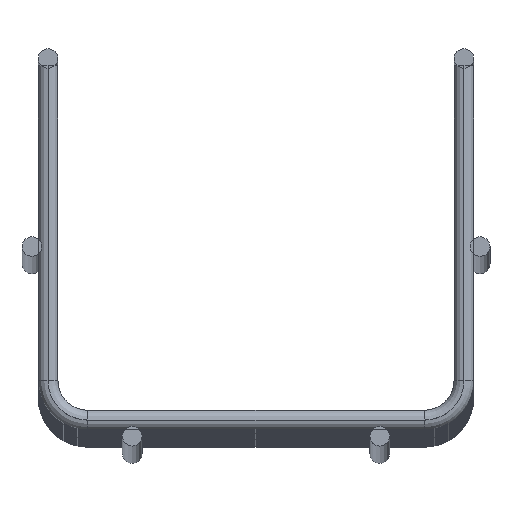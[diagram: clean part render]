
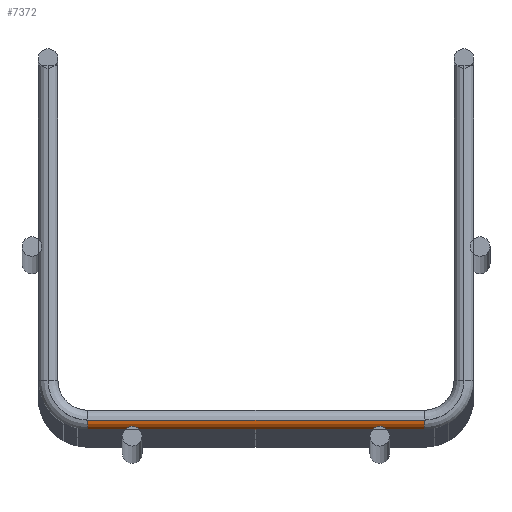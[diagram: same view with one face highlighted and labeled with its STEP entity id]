
A CAD part, top view. The second image highlights one B-rep face of the part: STEP entity #7372.
In plain terms, the highlighted cylindrical face has radius 2 mm (diameter 4 mm), a partial arc.
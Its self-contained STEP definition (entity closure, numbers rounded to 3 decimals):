
#16 = CARTESIAN_POINT ( 'NONE',  ( -34., 2., 0. ) ) ;
#209 = LINE ( 'NONE', #2798, #5778 ) ;
#411 = EDGE_CURVE ( 'NONE', #9998, #9006, #209, .T. ) ;
#669 = CARTESIAN_POINT ( 'NONE',  ( 40., 2., -2. ) ) ;
#993 = VERTEX_POINT ( 'NONE', #16 ) ;
#1077 = CARTESIAN_POINT ( 'NONE',  ( 34., 2., 0. ) ) ;
#1591 = CYLINDRICAL_SURFACE ( 'NONE', #3839, 2. ) ;
#2075 = EDGE_CURVE ( 'NONE', #10968, #993, #2290, .T. ) ;
#2290 = LINE ( 'NONE', #11590, #11259 ) ;
#2798 = CARTESIAN_POINT ( 'NONE',  ( -44., 0., -2. ) ) ;
#3306 = EDGE_CURVE ( 'NONE', #993, #9998, #3748, .T. ) ;
#3323 = ORIENTED_EDGE ( 'NONE', *, *, #10471, .F. ) ;
#3748 = CIRCLE ( 'NONE', #6711, 2. ) ;
#3839 = AXIS2_PLACEMENT_3D ( 'NONE', #669, #4435, #6160 ) ;
#4435 = DIRECTION ( 'NONE',  ( 1., 0., 0. ) ) ;
#4632 = DIRECTION ( 'NONE',  ( 1., 0., 0. ) ) ;
#5518 = ORIENTED_EDGE ( 'NONE', *, *, #2075, .T. ) ;
#5778 = VECTOR ( 'NONE', #11475, 1000. ) ;
#6160 = DIRECTION ( 'NONE',  ( 0., 1., 0. ) ) ;
#6353 = CARTESIAN_POINT ( 'NONE',  ( 34., 2., -2. ) ) ;
#6377 = CARTESIAN_POINT ( 'NONE',  ( 34., 0., -2. ) ) ;
#6711 = AXIS2_PLACEMENT_3D ( 'NONE', #10098, #4632, #7433 ) ;
#6832 = EDGE_LOOP ( 'NONE', ( #11074, #7775, #3323, #5518 ) ) ;
#7227 = CARTESIAN_POINT ( 'NONE',  ( -34., 0., -2. ) ) ;
#7372 = ADVANCED_FACE ( 'NONE', ( #10088 ), #1591, .T. ) ;
#7433 = DIRECTION ( 'NONE',  ( 0., 0., -1. ) ) ;
#7775 = ORIENTED_EDGE ( 'NONE', *, *, #411, .T. ) ;
#8115 = DIRECTION ( 'NONE',  ( 1., 0., 0. ) ) ;
#8977 = DIRECTION ( 'NONE',  ( 0., 0., -1. ) ) ;
#9006 = VERTEX_POINT ( 'NONE', #6377 ) ;
#9376 = AXIS2_PLACEMENT_3D ( 'NONE', #6353, #8115, #8977 ) ;
#9998 = VERTEX_POINT ( 'NONE', #7227 ) ;
#10088 = FACE_OUTER_BOUND ( 'NONE', #6832, .T. ) ;
#10098 = CARTESIAN_POINT ( 'NONE',  ( -34., 2., -2. ) ) ;
#10471 = EDGE_CURVE ( 'NONE', #10968, #9006, #10536, .T. ) ;
#10536 = CIRCLE ( 'NONE', #9376, 2. ) ;
#10795 = DIRECTION ( 'NONE',  ( -1., 0., 0. ) ) ;
#10968 = VERTEX_POINT ( 'NONE', #1077 ) ;
#11074 = ORIENTED_EDGE ( 'NONE', *, *, #3306, .T. ) ;
#11259 = VECTOR ( 'NONE', #10795, 1000. ) ;
#11475 = DIRECTION ( 'NONE',  ( 1., 0., 0. ) ) ;
#11590 = CARTESIAN_POINT ( 'NONE',  ( -34., 2., 0. ) ) ;
